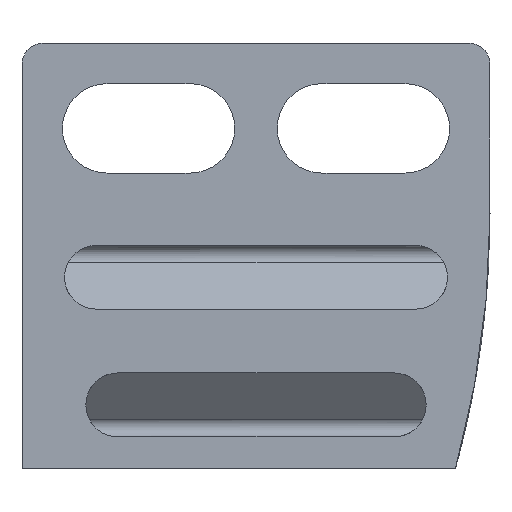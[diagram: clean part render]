
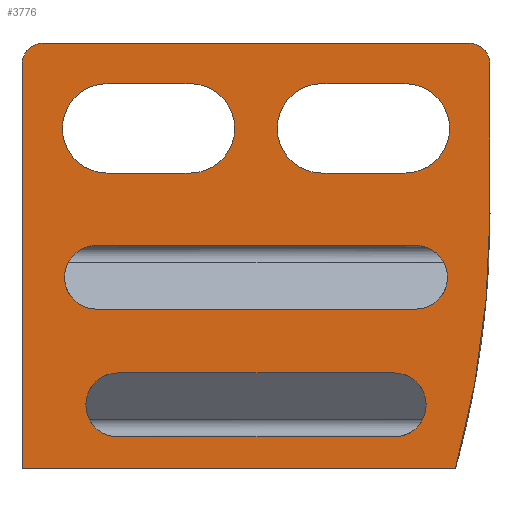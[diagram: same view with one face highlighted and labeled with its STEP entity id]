
A CAD part, front view. The second image highlights one B-rep face of the part: STEP entity #3776.
In plain terms, the highlighted planar face has unit normal (0, -1, 0).
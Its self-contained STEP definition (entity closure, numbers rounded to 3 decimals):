
#123=DIRECTION('',(0.,0.,1.));
#124=VECTOR('',#123,19.);
#125=CARTESIAN_POINT('',(-11.,0.,0.));
#126=LINE('',#125,#124);
#1001=CARTESIAN_POINT('',(10.,0.,19.));
#1002=DIRECTION('',(0.,-1.,0.));
#1003=DIRECTION('',(1.,0.,0.));
#1004=AXIS2_PLACEMENT_3D('',#1001,#1002,#1003);
#1009=DIRECTION('',(0.,0.,1.));
#1010=VECTOR('',#1009,7.);
#1011=CARTESIAN_POINT('',(11.,0.,12.));
#1012=LINE('',#1011,#1010);
#1016=CARTESIAN_POINT('',(-34.,0.,12.));
#1017=DIRECTION('',(0.,-1.,0.));
#1018=DIRECTION('',(0.964,0.,-0.267));
#1019=AXIS2_PLACEMENT_3D('',#1016,#1017,#1018);
#1024=DIRECTION('',(1.,0.,0.));
#1025=VECTOR('',#1024,20.37);
#1026=CARTESIAN_POINT('',(-11.,0.,0.));
#1027=LINE('',#1026,#1025);
#1031=CARTESIAN_POINT('',(-10.,0.,19.));
#1032=DIRECTION('',(0.,-1.,0.));
#1033=DIRECTION('',(0.,0.,1.));
#1034=AXIS2_PLACEMENT_3D('',#1031,#1032,#1033);
#1039=CARTESIAN_POINT('',(7.,0.,16.));
#1040=DIRECTION('',(0.,1.,0.));
#1041=DIRECTION('',(0.,0.,1.));
#1042=AXIS2_PLACEMENT_3D('',#1039,#1040,#1041);
#1047=CARTESIAN_POINT('',(3.1,0.,16.));
#1048=DIRECTION('',(0.,1.,0.));
#1049=DIRECTION('',(0.,0.,-1.));
#1050=AXIS2_PLACEMENT_3D('',#1047,#1048,#1049);
#1055=CARTESIAN_POINT('',(-3.1,0.,16.));
#1056=DIRECTION('',(0.,1.,0.));
#1057=DIRECTION('',(0.,0.,1.));
#1058=AXIS2_PLACEMENT_3D('',#1055,#1056,#1057);
#1063=CARTESIAN_POINT('',(-7.,0.,16.));
#1064=DIRECTION('',(0.,1.,0.));
#1065=DIRECTION('',(0.,0.,-1.));
#1066=AXIS2_PLACEMENT_3D('',#1063,#1064,#1065);
#1071=CARTESIAN_POINT('',(6.5,0.,3.));
#1072=DIRECTION('',(0.,1.,0.));
#1073=DIRECTION('',(0.,0.,1.));
#1074=AXIS2_PLACEMENT_3D('',#1071,#1072,#1073);
#1079=CARTESIAN_POINT('',(-6.5,0.,3.));
#1080=DIRECTION('',(0.,1.,0.));
#1081=DIRECTION('',(0.,0.,-1.));
#1082=AXIS2_PLACEMENT_3D('',#1079,#1080,#1081);
#1087=CARTESIAN_POINT('',(7.5,0.,9.));
#1088=DIRECTION('',(0.,1.,0.));
#1089=DIRECTION('',(0.,0.,1.));
#1090=AXIS2_PLACEMENT_3D('',#1087,#1088,#1089);
#1095=CARTESIAN_POINT('',(-7.5,0.,9.));
#1096=DIRECTION('',(0.,1.,0.));
#1097=DIRECTION('',(0.,0.,-1.));
#1098=AXIS2_PLACEMENT_3D('',#1095,#1096,#1097);
#2137=DIRECTION('',(1.,0.,0.));
#2138=VECTOR('',#2137,20.);
#2139=CARTESIAN_POINT('',(-10.,0.,20.));
#2140=LINE('',#2139,#2138);
#2151=DIRECTION('',(1.,0.,0.));
#2152=VECTOR('',#2151,3.9);
#2153=CARTESIAN_POINT('',(3.1,0.,13.9));
#2154=LINE('',#2153,#2152);
#2179=DIRECTION('',(-1.,0.,0.));
#2180=VECTOR('',#2179,3.9);
#2181=CARTESIAN_POINT('',(7.,0.,18.1));
#2182=LINE('',#2181,#2180);
#2207=DIRECTION('',(1.,0.,0.));
#2208=VECTOR('',#2207,3.9);
#2209=CARTESIAN_POINT('',(-7.,0.,13.9));
#2210=LINE('',#2209,#2208);
#2235=DIRECTION('',(-1.,0.,0.));
#2236=VECTOR('',#2235,3.9);
#2237=CARTESIAN_POINT('',(-3.1,0.,18.1));
#2238=LINE('',#2237,#2236);
#2256=DIRECTION('',(1.,0.,0.));
#2257=VECTOR('',#2256,13.);
#2258=CARTESIAN_POINT('',(-6.5,0.,1.5));
#2259=LINE('',#2258,#2257);
#2372=DIRECTION('',(-1.,0.,0.));
#2373=VECTOR('',#2372,13.);
#2374=CARTESIAN_POINT('',(6.5,0.,4.5));
#2375=LINE('',#2374,#2373);
#2379=DIRECTION('',(1.,0.,0.));
#2380=VECTOR('',#2379,15.);
#2381=CARTESIAN_POINT('',(-7.5,0.,7.5));
#2382=LINE('',#2381,#2380);
#2481=DIRECTION('',(-1.,0.,0.));
#2482=VECTOR('',#2481,15.);
#2483=CARTESIAN_POINT('',(7.5,0.,10.5));
#2484=LINE('',#2483,#2482);
#2891=CARTESIAN_POINT('',(7.,0.,18.1));
#2892=VERTEX_POINT('',#2891);
#2893=CARTESIAN_POINT('',(3.1,0.,18.1));
#2894=VERTEX_POINT('',#2893);
#2897=CARTESIAN_POINT('',(3.1,0.,13.9));
#2898=VERTEX_POINT('',#2897);
#2901=CARTESIAN_POINT('',(7.,0.,13.9));
#2902=VERTEX_POINT('',#2901);
#2907=CARTESIAN_POINT('',(-3.1,0.,18.1));
#2908=VERTEX_POINT('',#2907);
#2909=CARTESIAN_POINT('',(-7.,0.,18.1));
#2910=VERTEX_POINT('',#2909);
#2913=CARTESIAN_POINT('',(-7.,0.,13.9));
#2914=VERTEX_POINT('',#2913);
#2917=CARTESIAN_POINT('',(-3.1,0.,13.9));
#2918=VERTEX_POINT('',#2917);
#2929=CARTESIAN_POINT('',(9.37,0.,0.));
#2930=VERTEX_POINT('',#2929);
#2931=CARTESIAN_POINT('',(-11.,0.,0.));
#2932=VERTEX_POINT('',#2931);
#2951=CARTESIAN_POINT('',(10.,0.,20.));
#2952=VERTEX_POINT('',#2951);
#2953=CARTESIAN_POINT('',(11.,0.,19.));
#2954=VERTEX_POINT('',#2953);
#2957=CARTESIAN_POINT('',(11.,0.,12.));
#2958=VERTEX_POINT('',#2957);
#2963=CARTESIAN_POINT('',(-11.,0.,19.));
#2964=VERTEX_POINT('',#2963);
#2965=CARTESIAN_POINT('',(-10.,0.,20.));
#2966=VERTEX_POINT('',#2965);
#2988=CARTESIAN_POINT('',(7.5,0.,10.5));
#2989=VERTEX_POINT('',#2988);
#2990=CARTESIAN_POINT('',(-7.5,0.,10.5));
#2991=VERTEX_POINT('',#2990);
#2992=CARTESIAN_POINT('',(7.5,0.,7.5));
#2993=VERTEX_POINT('',#2992);
#2994=CARTESIAN_POINT('',(6.5,0.,1.5));
#2995=VERTEX_POINT('',#2994);
#2996=CARTESIAN_POINT('',(6.5,0.,4.5));
#2997=VERTEX_POINT('',#2996);
#2998=CARTESIAN_POINT('',(-6.5,0.,1.5));
#2999=VERTEX_POINT('',#2998);
#3000=CARTESIAN_POINT('',(-6.5,0.,4.5));
#3001=VERTEX_POINT('',#3000);
#3002=CARTESIAN_POINT('',(-7.5,0.,7.5));
#3003=VERTEX_POINT('',#3002);
#3718=CARTESIAN_POINT('',(11.,0.,20.));
#3719=DIRECTION('',(0.,-1.,0.));
#3720=DIRECTION('',(0.,0.,1.));
#3721=AXIS2_PLACEMENT_3D('',#3718,#3719,#3720);
#3722=PLANE('',#3721);
#3724=ORIENTED_EDGE('',*,*,#3723,.F.);
#3726=ORIENTED_EDGE('',*,*,#3725,.F.);
#3728=ORIENTED_EDGE('',*,*,#3727,.F.);
#3729=ORIENTED_EDGE('',*,*,#3705,.F.);
#3730=ORIENTED_EDGE('',*,*,#3087,.T.);
#3731=ORIENTED_EDGE('',*,*,#3125,.F.);
#3733=ORIENTED_EDGE('',*,*,#3732,.T.);
#3734=EDGE_LOOP('',(#3724,#3726,#3728,#3729,#3730,#3731,#3733));
#3735=FACE_OUTER_BOUND('',#3734,.F.);
#3737=ORIENTED_EDGE('',*,*,#3736,.T.);
#3739=ORIENTED_EDGE('',*,*,#3738,.F.);
#3741=ORIENTED_EDGE('',*,*,#3740,.T.);
#3743=ORIENTED_EDGE('',*,*,#3742,.F.);
#3744=EDGE_LOOP('',(#3737,#3739,#3741,#3743));
#3745=FACE_BOUND('',#3744,.F.);
#3747=ORIENTED_EDGE('',*,*,#3746,.T.);
#3749=ORIENTED_EDGE('',*,*,#3748,.F.);
#3751=ORIENTED_EDGE('',*,*,#3750,.T.);
#3753=ORIENTED_EDGE('',*,*,#3752,.F.);
#3754=EDGE_LOOP('',(#3747,#3749,#3751,#3753));
#3755=FACE_BOUND('',#3754,.F.);
#3757=ORIENTED_EDGE('',*,*,#3756,.T.);
#3759=ORIENTED_EDGE('',*,*,#3758,.F.);
#3761=ORIENTED_EDGE('',*,*,#3760,.T.);
#3763=ORIENTED_EDGE('',*,*,#3762,.F.);
#3764=EDGE_LOOP('',(#3757,#3759,#3761,#3763));
#3765=FACE_BOUND('',#3764,.F.);
#3767=ORIENTED_EDGE('',*,*,#3766,.T.);
#3769=ORIENTED_EDGE('',*,*,#3768,.F.);
#3771=ORIENTED_EDGE('',*,*,#3770,.T.);
#3773=ORIENTED_EDGE('',*,*,#3772,.F.);
#3774=EDGE_LOOP('',(#3767,#3769,#3771,#3773));
#3775=FACE_BOUND('',#3774,.F.);
#3776=ADVANCED_FACE('',(#3735,#3745,#3755,#3765,#3775),#3722,.T.);
#1005=CIRCLE('',#1004,1.);
#1020=CIRCLE('',#1019,45.);
#1035=CIRCLE('',#1034,1.);
#1043=CIRCLE('',#1042,2.1);
#1051=CIRCLE('',#1050,2.1);
#1059=CIRCLE('',#1058,2.1);
#1067=CIRCLE('',#1066,2.1);
#1075=CIRCLE('',#1074,1.5);
#1083=CIRCLE('',#1082,1.5);
#1091=CIRCLE('',#1090,1.5);
#1099=CIRCLE('',#1098,1.5);
#3087=EDGE_CURVE('',#2932,#2964,#126,.T.);
#3125=EDGE_CURVE('',#2966,#2964,#1035,.T.);
#3705=EDGE_CURVE('',#2932,#2930,#1027,.T.);
#3723=EDGE_CURVE('',#2954,#2952,#1005,.T.);
#3725=EDGE_CURVE('',#2958,#2954,#1012,.T.);
#3727=EDGE_CURVE('',#2930,#2958,#1020,.T.);
#3732=EDGE_CURVE('',#2966,#2952,#2140,.T.);
#3736=EDGE_CURVE('',#2898,#2902,#2154,.T.);
#3738=EDGE_CURVE('',#2892,#2902,#1043,.T.);
#3740=EDGE_CURVE('',#2892,#2894,#2182,.T.);
#3742=EDGE_CURVE('',#2898,#2894,#1051,.T.);
#3746=EDGE_CURVE('',#2914,#2918,#2210,.T.);
#3748=EDGE_CURVE('',#2908,#2918,#1059,.T.);
#3750=EDGE_CURVE('',#2908,#2910,#2238,.T.);
#3752=EDGE_CURVE('',#2914,#2910,#1067,.T.);
#3756=EDGE_CURVE('',#2999,#2995,#2259,.T.);
#3758=EDGE_CURVE('',#2997,#2995,#1075,.T.);
#3760=EDGE_CURVE('',#2997,#3001,#2375,.T.);
#3762=EDGE_CURVE('',#2999,#3001,#1083,.T.);
#3766=EDGE_CURVE('',#3003,#2993,#2382,.T.);
#3768=EDGE_CURVE('',#2989,#2993,#1091,.T.);
#3770=EDGE_CURVE('',#2989,#2991,#2484,.T.);
#3772=EDGE_CURVE('',#3003,#2991,#1099,.T.);
